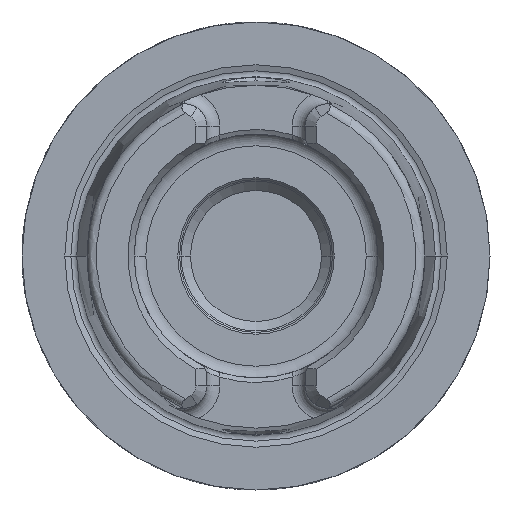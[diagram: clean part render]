
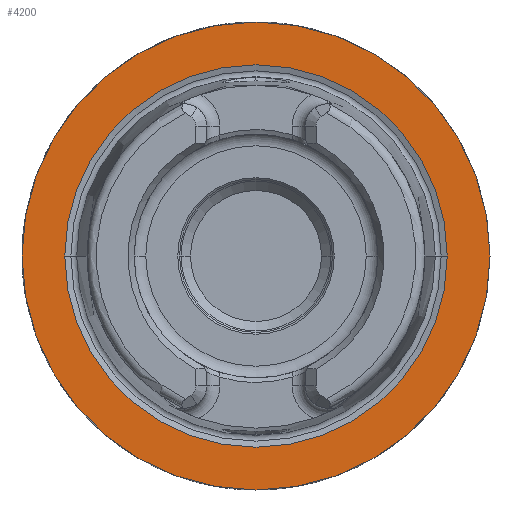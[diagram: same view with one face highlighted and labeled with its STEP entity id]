
A CAD part, left-side view. The second image highlights one B-rep face of the part: STEP entity #4200.
In plain terms, the highlighted planar face has unit normal (-1, 0, 0).
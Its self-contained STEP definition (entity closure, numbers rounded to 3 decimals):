
#867=CARTESIAN_POINT('',(0.,0.,0.));
#868=DIRECTION('',(1.,0.,0.));
#869=DIRECTION('',(0.,1.,0.));
#870=AXIS2_PLACEMENT_3D('',#867,#868,#869);
#872=CARTESIAN_POINT('',(0.,0.,0.));
#873=DIRECTION('',(-1.,0.,0.));
#874=DIRECTION('',(0.,1.,0.));
#875=AXIS2_PLACEMENT_3D('',#872,#873,#874);
#877=CARTESIAN_POINT('',(0.,0.,0.));
#878=DIRECTION('',(-1.,0.,0.));
#879=DIRECTION('',(0.,-1.,0.));
#880=AXIS2_PLACEMENT_3D('',#877,#878,#879);
#882=CARTESIAN_POINT('',(0.,0.,0.));
#883=DIRECTION('',(-1.,0.,0.));
#884=DIRECTION('',(0.,1.,0.));
#885=AXIS2_PLACEMENT_3D('',#882,#883,#884);
#2762=CARTESIAN_POINT('',(0.,-20.425,0.));
#2763=VERTEX_POINT('',#2762);
#2764=CARTESIAN_POINT('',(0.,20.425,0.));
#2765=VERTEX_POINT('',#2764);
#3104=CARTESIAN_POINT('',(0.,25.,0.));
#3105=CARTESIAN_POINT('',(0.,-25.,0.));
#3106=VERTEX_POINT('',#3104);
#3107=VERTEX_POINT('',#3105);
#4185=CARTESIAN_POINT('',(0.,0.,0.));
#4186=DIRECTION('',(1.,0.,0.));
#4187=DIRECTION('',(0.,-1.,0.));
#4188=AXIS2_PLACEMENT_3D('',#4185,#4186,#4187);
#4189=PLANE('',#4188);
#4191=ORIENTED_EDGE('',*,*,#4190,.T.);
#4193=ORIENTED_EDGE('',*,*,#4192,.F.);
#4194=EDGE_LOOP('',(#4191,#4193));
#4195=FACE_OUTER_BOUND('',#4194,.F.);
#4196=ORIENTED_EDGE('',*,*,#4180,.T.);
#4197=ORIENTED_EDGE('',*,*,#4164,.T.);
#4198=EDGE_LOOP('',(#4196,#4197));
#4199=FACE_BOUND('',#4198,.F.);
#4200=ADVANCED_FACE('',(#4195,#4199),#4189,.F.);
#871=CIRCLE('',#870,25.);
#876=CIRCLE('',#875,25.);
#881=CIRCLE('',#880,20.425);
#886=CIRCLE('',#885,20.425);
#4164=EDGE_CURVE('',#2765,#2763,#886,.T.);
#4180=EDGE_CURVE('',#2763,#2765,#881,.T.);
#4190=EDGE_CURVE('',#3106,#3107,#871,.T.);
#4192=EDGE_CURVE('',#3106,#3107,#876,.T.);
